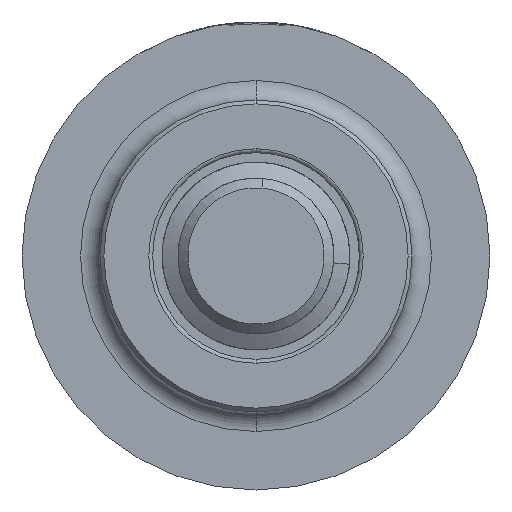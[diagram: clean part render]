
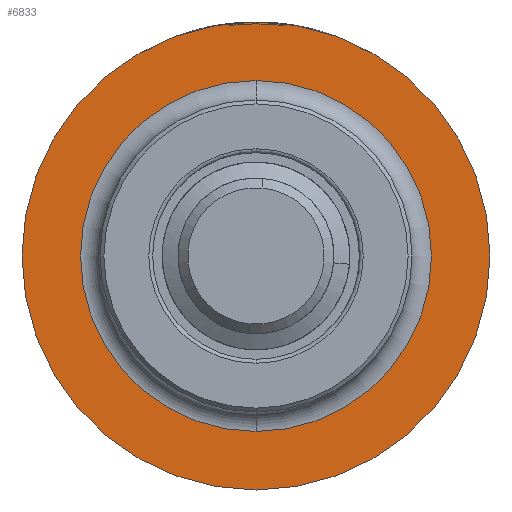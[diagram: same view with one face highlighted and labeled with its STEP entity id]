
A CAD part, front view. The second image highlights one B-rep face of the part: STEP entity #6833.
In plain terms, the highlighted planar face has unit normal (0, -1, 0).
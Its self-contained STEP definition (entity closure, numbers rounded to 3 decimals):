
#187 = DIRECTION ( 'NONE',  ( 0., -1., 0. ) ) ;
#251 = ORIENTED_EDGE ( 'NONE', *, *, #5402, .F. ) ;
#669 = AXIS2_PLACEMENT_3D ( 'NONE', #3103, #4357, #2513 ) ;
#807 = EDGE_CURVE ( 'NONE', #4228, #7272, #5435, .T. ) ;
#909 = EDGE_LOOP ( 'NONE', ( #1979, #1606 ) ) ;
#922 = DIRECTION ( 'NONE',  ( 0., -1., 0. ) ) ;
#1231 = AXIS2_PLACEMENT_3D ( 'NONE', #2798, #3345, #7079 ) ;
#1482 = CIRCLE ( 'NONE', #669, 12. ) ;
#1606 = ORIENTED_EDGE ( 'NONE', *, *, #5015, .T. ) ;
#1860 = FACE_OUTER_BOUND ( 'NONE', #909, .T. ) ;
#1979 = ORIENTED_EDGE ( 'NONE', *, *, #5892, .T. ) ;
#2037 = CARTESIAN_POINT ( 'NONE',  ( 0., 9.42, 12. ) ) ;
#2509 = VERTEX_POINT ( 'NONE', #2037 ) ;
#2513 = DIRECTION ( 'NONE',  ( 0., 0., -1. ) ) ;
#2529 = AXIS2_PLACEMENT_3D ( 'NONE', #7545, #187, #2700 ) ;
#2700 = DIRECTION ( 'NONE',  ( 0., 0., -1. ) ) ;
#2798 = CARTESIAN_POINT ( 'NONE',  ( 0., 9.42, 0. ) ) ;
#2807 = DIRECTION ( 'NONE',  ( 0., 0., -1. ) ) ;
#3047 = CIRCLE ( 'NONE', #1231, 12. ) ;
#3103 = CARTESIAN_POINT ( 'NONE',  ( 0., 9.42, 0. ) ) ;
#3345 = DIRECTION ( 'NONE',  ( 0., -1., 0. ) ) ;
#3428 = CARTESIAN_POINT ( 'NONE',  ( 9., 9.42, 0. ) ) ;
#3532 = VERTEX_POINT ( 'NONE', #6655 ) ;
#3714 = AXIS2_PLACEMENT_3D ( 'NONE', #4363, #6765, #7357 ) ;
#4228 = VERTEX_POINT ( 'NONE', #7494 ) ;
#4336 = EDGE_LOOP ( 'NONE', ( #5090, #251 ) ) ;
#4357 = DIRECTION ( 'NONE',  ( 0., -1., 0. ) ) ;
#4363 = CARTESIAN_POINT ( 'NONE',  ( 0., 9.42, 0. ) ) ;
#4488 = AXIS2_PLACEMENT_3D ( 'NONE', #3428, #922, #2807 ) ;
#4639 = PLANE ( 'NONE',  #4488 ) ;
#5015 = EDGE_CURVE ( 'NONE', #2509, #3532, #3047, .T. ) ;
#5090 = ORIENTED_EDGE ( 'NONE', *, *, #807, .F. ) ;
#5338 = FACE_BOUND ( 'NONE', #4336, .T. ) ;
#5402 = EDGE_CURVE ( 'NONE', #7272, #4228, #7825, .T. ) ;
#5435 = CIRCLE ( 'NONE', #3714, 9. ) ;
#5892 = EDGE_CURVE ( 'NONE', #3532, #2509, #1482, .T. ) ;
#6655 = CARTESIAN_POINT ( 'NONE',  ( 0., 9.42, -12. ) ) ;
#6765 = DIRECTION ( 'NONE',  ( 0., -1., 0. ) ) ;
#6833 = ADVANCED_FACE ( 'NONE', ( #1860, #5338 ), #4639, .T. ) ;
#7079 = DIRECTION ( 'NONE',  ( 0., 0., -1. ) ) ;
#7272 = VERTEX_POINT ( 'NONE', #7536 ) ;
#7357 = DIRECTION ( 'NONE',  ( 0., 0., -1. ) ) ;
#7494 = CARTESIAN_POINT ( 'NONE',  ( 0., 9.42, -9. ) ) ;
#7536 = CARTESIAN_POINT ( 'NONE',  ( 0., 9.42, 9. ) ) ;
#7545 = CARTESIAN_POINT ( 'NONE',  ( 0., 9.42, 0. ) ) ;
#7825 = CIRCLE ( 'NONE', #2529, 9. ) ;
